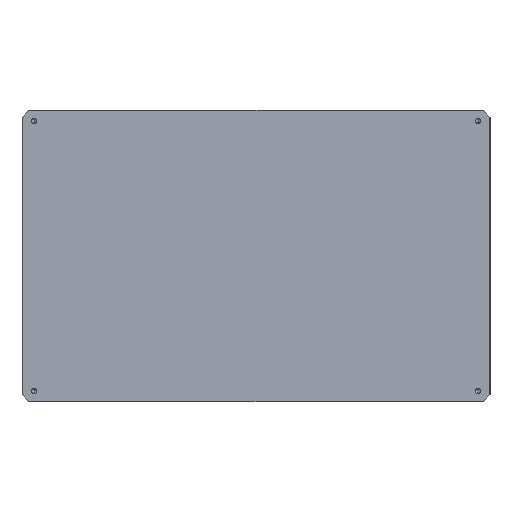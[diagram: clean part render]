
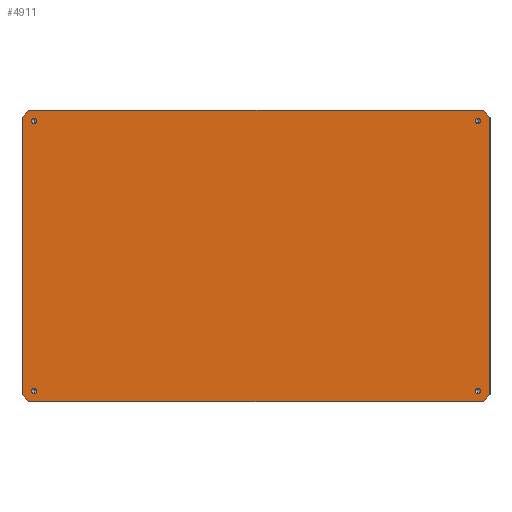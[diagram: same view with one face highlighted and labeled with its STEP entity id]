
A CAD part, front view. The second image highlights one B-rep face of the part: STEP entity #4911.
In plain terms, the highlighted planar face has unit normal (0, -1, 0).
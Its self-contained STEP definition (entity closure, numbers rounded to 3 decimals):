
#119 = CARTESIAN_POINT ( 'NONE',  ( -64., 0., -39. ) ) ;
#120 = CIRCLE ( 'NONE', #6429, 0.8 ) ;
#195 = ORIENTED_EDGE ( 'NONE', *, *, #4262, .T. ) ;
#219 = CARTESIAN_POINT ( 'NONE',  ( -64., 0., 39. ) ) ;
#231 = AXIS2_PLACEMENT_3D ( 'NONE', #4689, #9256, #4804 ) ;
#363 = VERTEX_POINT ( 'NONE', #11054 ) ;
#368 = PLANE ( 'NONE',  #231 ) ;
#483 = VERTEX_POINT ( 'NONE', #741 ) ;
#491 = EDGE_LOOP ( 'NONE', ( #1524, #6736 ) ) ;
#560 = VECTOR ( 'NONE', #2211, 1000. ) ;
#691 = CARTESIAN_POINT ( 'NONE',  ( 67.5, 0., 42. ) ) ;
#729 = DIRECTION ( 'NONE',  ( 0., -1., 0. ) ) ;
#741 = CARTESIAN_POINT ( 'NONE',  ( -65.5, 0., 42. ) ) ;
#769 = ORIENTED_EDGE ( 'NONE', *, *, #5152, .F. ) ;
#807 = VERTEX_POINT ( 'NONE', #1615 ) ;
#859 = VERTEX_POINT ( 'NONE', #6956 ) ;
#924 = ORIENTED_EDGE ( 'NONE', *, *, #8058, .F. ) ;
#960 = CIRCLE ( 'NONE', #5126, 0.8 ) ;
#978 = DIRECTION ( 'NONE',  ( 0., -1., 0. ) ) ;
#1060 = ORIENTED_EDGE ( 'NONE', *, *, #9752, .T. ) ;
#1082 = CARTESIAN_POINT ( 'NONE',  ( 64., 0., -38.2 ) ) ;
#1245 = DIRECTION ( 'NONE',  ( 0., -1., 0. ) ) ;
#1256 = VERTEX_POINT ( 'NONE', #9207 ) ;
#1393 = LINE ( 'NONE', #691, #9177 ) ;
#1524 = ORIENTED_EDGE ( 'NONE', *, *, #9298, .F. ) ;
#1590 = DIRECTION ( 'NONE',  ( 1., 0., 0. ) ) ;
#1615 = CARTESIAN_POINT ( 'NONE',  ( -67.5, 0., 40. ) ) ;
#1659 = FACE_BOUND ( 'NONE', #2105, .T. ) ;
#1727 = EDGE_CURVE ( 'NONE', #8648, #807, #2190, .T. ) ;
#1729 = CARTESIAN_POINT ( 'NONE',  ( 64., 0., -39. ) ) ;
#1830 = VERTEX_POINT ( 'NONE', #6758 ) ;
#1938 = EDGE_LOOP ( 'NONE', ( #769, #924 ) ) ;
#1941 = FACE_OUTER_BOUND ( 'NONE', #3318, .T. ) ;
#1996 = CARTESIAN_POINT ( 'NONE',  ( 65.5, 0., 42. ) ) ;
#2023 = DIRECTION ( 'NONE',  ( 0., 0., -1. ) ) ;
#2037 = VERTEX_POINT ( 'NONE', #8787 ) ;
#2060 = ORIENTED_EDGE ( 'NONE', *, *, #4524, .F. ) ;
#2061 = CARTESIAN_POINT ( 'NONE',  ( -64., 0., 39.8 ) ) ;
#2092 = DIRECTION ( 'NONE',  ( 0., -1., 0. ) ) ;
#2105 = EDGE_LOOP ( 'NONE', ( #10968, #10696 ) ) ;
#2113 = CARTESIAN_POINT ( 'NONE',  ( 67.5, 0., 42. ) ) ;
#2121 = EDGE_CURVE ( 'NONE', #6788, #3408, #9930, .T. ) ;
#2155 = LINE ( 'NONE', #7923, #11303 ) ;
#2188 = CARTESIAN_POINT ( 'NONE',  ( 65.5, 0., -42. ) ) ;
#2190 = LINE ( 'NONE', #10953, #10492 ) ;
#2210 = CIRCLE ( 'NONE', #4194, 0.8 ) ;
#2211 = DIRECTION ( 'NONE',  ( 0.707, 0., -0.707 ) ) ;
#2422 = CARTESIAN_POINT ( 'NONE',  ( -67.5, 0., -40. ) ) ;
#2887 = CARTESIAN_POINT ( 'NONE',  ( -64., 0., -39. ) ) ;
#3005 = CARTESIAN_POINT ( 'NONE',  ( 64., 0., -39. ) ) ;
#3009 = DIRECTION ( 'NONE',  ( 0., 0., -1. ) ) ;
#3048 = LINE ( 'NONE', #7230, #9832 ) ;
#3184 = LINE ( 'NONE', #11369, #9422 ) ;
#3266 = EDGE_CURVE ( 'NONE', #483, #807, #2155, .T. ) ;
#3318 = EDGE_LOOP ( 'NONE', ( #5342, #10131, #3693, #1060, #2060, #195, #6091, #9901 ) ) ;
#3408 = VERTEX_POINT ( 'NONE', #1082 ) ;
#3418 = AXIS2_PLACEMENT_3D ( 'NONE', #1729, #5281, #6177 ) ;
#3421 = DIRECTION ( 'NONE',  ( -0.707, 0., 0.707 ) ) ;
#3693 = ORIENTED_EDGE ( 'NONE', *, *, #1727, .F. ) ;
#3956 = EDGE_CURVE ( 'NONE', #1256, #2037, #5707, .T. ) ;
#4194 = AXIS2_PLACEMENT_3D ( 'NONE', #5017, #5948, #7639 ) ;
#4199 = CARTESIAN_POINT ( 'NONE',  ( 65.5, 0., -42. ) ) ;
#4262 = EDGE_CURVE ( 'NONE', #9198, #8914, #10943, .T. ) ;
#4524 = EDGE_CURVE ( 'NONE', #9198, #8259, #3048, .T. ) ;
#4556 = EDGE_CURVE ( 'NONE', #4624, #6919, #120, .T. ) ;
#4624 = VERTEX_POINT ( 'NONE', #2061 ) ;
#4689 = CARTESIAN_POINT ( 'NONE',  ( 0., 0., 0. ) ) ;
#4804 = DIRECTION ( 'NONE',  ( 0., 0., 1. ) ) ;
#4848 = DIRECTION ( 'NONE',  ( 0., 0., 1. ) ) ;
#4911 = ADVANCED_FACE ( 'NONE', ( #1659, #8187, #10088, #6807, #1941 ), #368, .F. ) ;
#5017 = CARTESIAN_POINT ( 'NONE',  ( 64., 0., 39. ) ) ;
#5059 = VECTOR ( 'NONE', #3009, 1000. ) ;
#5126 = AXIS2_PLACEMENT_3D ( 'NONE', #3005, #1245, #10107 ) ;
#5152 = EDGE_CURVE ( 'NONE', #859, #363, #2210, .T. ) ;
#5180 = DIRECTION ( 'NONE',  ( 0., 0., -1. ) ) ;
#5281 = DIRECTION ( 'NONE',  ( 0., -1., 0. ) ) ;
#5342 = ORIENTED_EDGE ( 'NONE', *, *, #9444, .F. ) ;
#5698 = VECTOR ( 'NONE', #11250, 1000. ) ;
#5707 = CIRCLE ( 'NONE', #10394, 0.8 ) ;
#5948 = DIRECTION ( 'NONE',  ( 0., -1., 0. ) ) ;
#6091 = ORIENTED_EDGE ( 'NONE', *, *, #8411, .F. ) ;
#6142 = DIRECTION ( 'NONE',  ( -0.707, 0., -0.707 ) ) ;
#6143 = DIRECTION ( 'NONE',  ( 0., 0., -1. ) ) ;
#6177 = DIRECTION ( 'NONE',  ( 0., 0., -1. ) ) ;
#6190 = CARTESIAN_POINT ( 'NONE',  ( -64., 0., 39. ) ) ;
#6216 = EDGE_CURVE ( 'NONE', #2037, #1256, #11452, .T. ) ;
#6429 = AXIS2_PLACEMENT_3D ( 'NONE', #219, #2092, #9983 ) ;
#6736 = ORIENTED_EDGE ( 'NONE', *, *, #4556, .F. ) ;
#6758 = CARTESIAN_POINT ( 'NONE',  ( 67.5, 0., 40. ) ) ;
#6788 = VERTEX_POINT ( 'NONE', #9489 ) ;
#6807 = FACE_BOUND ( 'NONE', #7354, .T. ) ;
#6919 = VERTEX_POINT ( 'NONE', #11450 ) ;
#6956 = CARTESIAN_POINT ( 'NONE',  ( 64., 0., 38.2 ) ) ;
#7102 = CARTESIAN_POINT ( 'NONE',  ( 64., 0., 39. ) ) ;
#7216 = CARTESIAN_POINT ( 'NONE',  ( -65.5, 0., -42. ) ) ;
#7230 = CARTESIAN_POINT ( 'NONE',  ( 67.5, 0., -42. ) ) ;
#7348 = CARTESIAN_POINT ( 'NONE',  ( 67.5, 0., -40. ) ) ;
#7354 = EDGE_LOOP ( 'NONE', ( #7603, #8581 ) ) ;
#7603 = ORIENTED_EDGE ( 'NONE', *, *, #6216, .F. ) ;
#7639 = DIRECTION ( 'NONE',  ( 0., 0., -1. ) ) ;
#7923 = CARTESIAN_POINT ( 'NONE',  ( -65.5, 0., 42. ) ) ;
#7931 = AXIS2_PLACEMENT_3D ( 'NONE', #6190, #729, #5180 ) ;
#8058 = EDGE_CURVE ( 'NONE', #363, #859, #9882, .T. ) ;
#8187 = FACE_BOUND ( 'NONE', #1938, .T. ) ;
#8259 = VERTEX_POINT ( 'NONE', #7216 ) ;
#8368 = CARTESIAN_POINT ( 'NONE',  ( -67.5, 0., -40. ) ) ;
#8411 = EDGE_CURVE ( 'NONE', #1830, #8914, #10845, .T. ) ;
#8581 = ORIENTED_EDGE ( 'NONE', *, *, #3956, .F. ) ;
#8648 = VERTEX_POINT ( 'NONE', #2422 ) ;
#8787 = CARTESIAN_POINT ( 'NONE',  ( -64., 0., -39.8 ) ) ;
#8914 = VERTEX_POINT ( 'NONE', #7348 ) ;
#8941 = AXIS2_PLACEMENT_3D ( 'NONE', #119, #9881, #2023 ) ;
#9051 = DIRECTION ( 'NONE',  ( 0., 0., -1. ) ) ;
#9164 = LINE ( 'NONE', #8368, #560 ) ;
#9177 = VECTOR ( 'NONE', #1590, 1000. ) ;
#9198 = VERTEX_POINT ( 'NONE', #4199 ) ;
#9207 = CARTESIAN_POINT ( 'NONE',  ( -64., 0., -38.2 ) ) ;
#9256 = DIRECTION ( 'NONE',  ( 0., 1., 0. ) ) ;
#9298 = EDGE_CURVE ( 'NONE', #6919, #4624, #10961, .T. ) ;
#9422 = VECTOR ( 'NONE', #3421, 1000. ) ;
#9444 = EDGE_CURVE ( 'NONE', #483, #10211, #1393, .T. ) ;
#9489 = CARTESIAN_POINT ( 'NONE',  ( 64., 0., -39.8 ) ) ;
#9636 = DIRECTION ( 'NONE',  ( 0., -1., 0. ) ) ;
#9733 = DIRECTION ( 'NONE',  ( -1., 0., 0. ) ) ;
#9752 = EDGE_CURVE ( 'NONE', #8648, #8259, #9164, .T. ) ;
#9832 = VECTOR ( 'NONE', #9733, 1000. ) ;
#9881 = DIRECTION ( 'NONE',  ( 0., -1., 0. ) ) ;
#9882 = CIRCLE ( 'NONE', #10948, 0.8 ) ;
#9901 = ORIENTED_EDGE ( 'NONE', *, *, #10664, .T. ) ;
#9930 = CIRCLE ( 'NONE', #3418, 0.8 ) ;
#9983 = DIRECTION ( 'NONE',  ( 0., 0., -1. ) ) ;
#10088 = FACE_BOUND ( 'NONE', #491, .T. ) ;
#10107 = DIRECTION ( 'NONE',  ( 0., 0., -1. ) ) ;
#10131 = ORIENTED_EDGE ( 'NONE', *, *, #3266, .T. ) ;
#10211 = VERTEX_POINT ( 'NONE', #1996 ) ;
#10394 = AXIS2_PLACEMENT_3D ( 'NONE', #2887, #978, #9051 ) ;
#10396 = EDGE_CURVE ( 'NONE', #3408, #6788, #960, .T. ) ;
#10492 = VECTOR ( 'NONE', #4848, 1000. ) ;
#10664 = EDGE_CURVE ( 'NONE', #1830, #10211, #3184, .T. ) ;
#10696 = ORIENTED_EDGE ( 'NONE', *, *, #10396, .F. ) ;
#10845 = LINE ( 'NONE', #2113, #5059 ) ;
#10943 = LINE ( 'NONE', #2188, #5698 ) ;
#10948 = AXIS2_PLACEMENT_3D ( 'NONE', #7102, #9636, #6143 ) ;
#10953 = CARTESIAN_POINT ( 'NONE',  ( -67.5, 0., 42. ) ) ;
#10961 = CIRCLE ( 'NONE', #7931, 0.8 ) ;
#10968 = ORIENTED_EDGE ( 'NONE', *, *, #2121, .F. ) ;
#11054 = CARTESIAN_POINT ( 'NONE',  ( 64., 0., 39.8 ) ) ;
#11250 = DIRECTION ( 'NONE',  ( 0.707, 0., 0.707 ) ) ;
#11303 = VECTOR ( 'NONE', #6142, 1000. ) ;
#11369 = CARTESIAN_POINT ( 'NONE',  ( 67.5, 0., 40. ) ) ;
#11450 = CARTESIAN_POINT ( 'NONE',  ( -64., 0., 38.2 ) ) ;
#11452 = CIRCLE ( 'NONE', #8941, 0.8 ) ;
